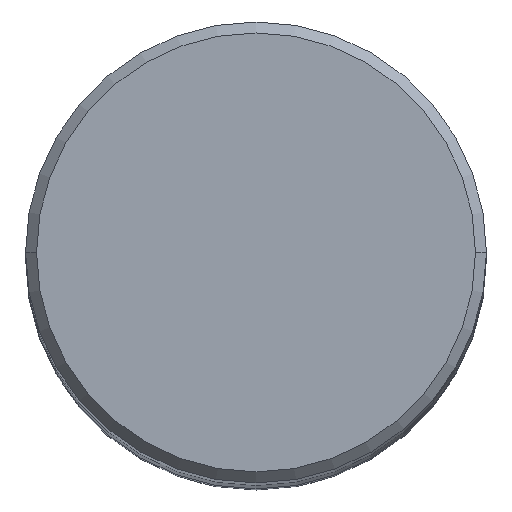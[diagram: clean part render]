
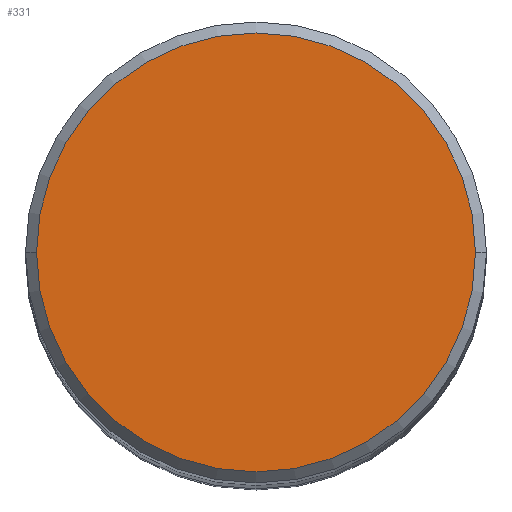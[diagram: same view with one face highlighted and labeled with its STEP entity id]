
A CAD part, top view. The second image highlights one B-rep face of the part: STEP entity #331.
In plain terms, the highlighted planar face has unit normal (0, 0, 1).
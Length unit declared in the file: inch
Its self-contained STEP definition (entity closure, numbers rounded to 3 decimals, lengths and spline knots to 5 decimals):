
#8 = VERTEX_POINT ( 'NONE', #98 ) ;
#9 = EDGE_LOOP ( 'NONE', ( #303, #346 ) ) ;
#10 = CARTESIAN_POINT ( 'NONE',  ( 0., 0., 5.90551 ) ) ;
#77 = DIRECTION ( 'NONE',  ( 0., 0., 1. ) ) ;
#80 = CIRCLE ( 'NONE', #350, 0.29996 ) ;
#97 = FACE_OUTER_BOUND ( 'NONE', #9, .T. ) ;
#98 = CARTESIAN_POINT ( 'NONE',  ( -0.29996, 0., 5.90551 ) ) ;
#116 = CIRCLE ( 'NONE', #201, 0.29996 ) ;
#121 = CARTESIAN_POINT ( 'NONE',  ( 0., 0., 5.90551 ) ) ;
#183 = EDGE_CURVE ( 'NONE', #8, #239, #80, .T. ) ;
#201 = AXIS2_PLACEMENT_3D ( 'NONE', #121, #244, #304 ) ;
#204 = DIRECTION ( 'NONE',  ( 1., 0., 0. ) ) ;
#214 = AXIS2_PLACEMENT_3D ( 'NONE', #314, #348, #374 ) ;
#239 = VERTEX_POINT ( 'NONE', #240 ) ;
#240 = CARTESIAN_POINT ( 'NONE',  ( 0.29996, 0., 5.90551 ) ) ;
#244 = DIRECTION ( 'NONE',  ( 0., 0., 1. ) ) ;
#286 = EDGE_CURVE ( 'NONE', #239, #8, #116, .T. ) ;
#303 = ORIENTED_EDGE ( 'NONE', *, *, #183, .T. ) ;
#304 = DIRECTION ( 'NONE',  ( 1., 0., 0. ) ) ;
#314 = CARTESIAN_POINT ( 'NONE',  ( 0., 0., 5.90551 ) ) ;
#331 = ADVANCED_FACE ( 'NONE', ( #97 ), #345, .T. ) ;
#345 = PLANE ( 'NONE',  #214 ) ;
#346 = ORIENTED_EDGE ( 'NONE', *, *, #286, .T. ) ;
#348 = DIRECTION ( 'NONE',  ( 0., 0., 1. ) ) ;
#350 = AXIS2_PLACEMENT_3D ( 'NONE', #10, #77, #204 ) ;
#374 = DIRECTION ( 'NONE',  ( 1., 0., 0. ) ) ;
